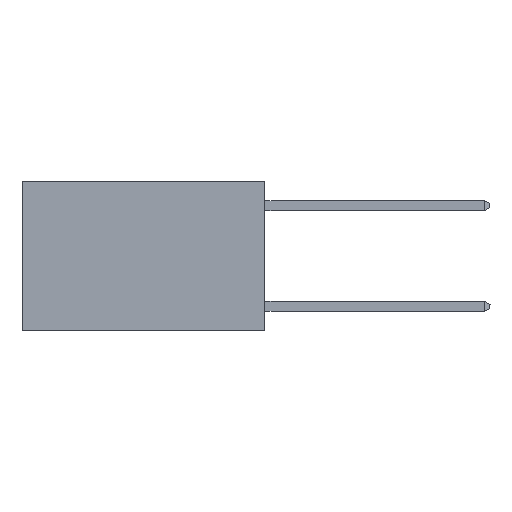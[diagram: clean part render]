
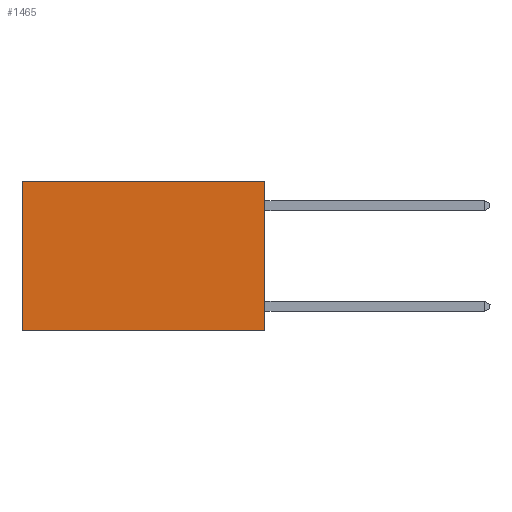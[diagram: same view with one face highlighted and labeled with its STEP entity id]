
A CAD part, left-side view. The second image highlights one B-rep face of the part: STEP entity #1465.
In plain terms, the highlighted planar face has unit normal (-1, 0, 0).
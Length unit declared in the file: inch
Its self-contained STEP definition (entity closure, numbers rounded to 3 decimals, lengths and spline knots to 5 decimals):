
#53 = DIRECTION ( 'NONE',  ( 0., 1., 0. ) ) ;
#217 = VECTOR ( 'NONE', #9710, 39.37008 ) ;
#221 = CARTESIAN_POINT ( 'NONE',  ( 0.2625, 0.6, 0. ) ) ;
#1326 = VECTOR ( 'NONE', #53, 39.37008 ) ;
#1465 = ADVANCED_FACE ( 'NONE', ( #5838 ), #10111, .F. ) ;
#1795 = ORIENTED_EDGE ( 'NONE', *, *, #2323, .F. ) ;
#2238 = LINE ( 'NONE', #7263, #6255 ) ;
#2312 = CARTESIAN_POINT ( 'NONE',  ( 0.2625, 0., 0. ) ) ;
#2323 = EDGE_CURVE ( 'NONE', #10249, #7576, #9927, .T. ) ;
#3223 = CARTESIAN_POINT ( 'NONE',  ( 0.2625, 0., -0.37 ) ) ;
#3374 = CARTESIAN_POINT ( 'NONE',  ( 0.2625, 0., 0. ) ) ;
#3937 = EDGE_CURVE ( 'NONE', #10249, #11262, #2238, .T. ) ;
#4324 = DIRECTION ( 'NONE',  ( 1., 0., 0. ) ) ;
#5001 = EDGE_LOOP ( 'NONE', ( #8933, #8084, #1795, #11614 ) ) ;
#5056 = CARTESIAN_POINT ( 'NONE',  ( 0.2625, 0., 0. ) ) ;
#5644 = LINE ( 'NONE', #221, #10330 ) ;
#5682 = CARTESIAN_POINT ( 'NONE',  ( 0.2625, 0., -0.37 ) ) ;
#5838 = FACE_OUTER_BOUND ( 'NONE', #5001, .T. ) ;
#5861 = DIRECTION ( 'NONE',  ( 0., 0., -1. ) ) ;
#6255 = VECTOR ( 'NONE', #10865, 39.37008 ) ;
#7263 = CARTESIAN_POINT ( 'NONE',  ( 0.2625, 0., 0. ) ) ;
#7273 = LINE ( 'NONE', #5682, #1326 ) ;
#7488 = EDGE_CURVE ( 'NONE', #11262, #8273, #5644, .T. ) ;
#7576 = VERTEX_POINT ( 'NONE', #3223 ) ;
#7836 = CARTESIAN_POINT ( 'NONE',  ( 0.2625, 0.6, -0.37 ) ) ;
#8073 = AXIS2_PLACEMENT_3D ( 'NONE', #3374, #4324, #10830 ) ;
#8084 = ORIENTED_EDGE ( 'NONE', *, *, #8804, .F. ) ;
#8207 = CARTESIAN_POINT ( 'NONE',  ( 0.2625, 0.6, 0. ) ) ;
#8273 = VERTEX_POINT ( 'NONE', #7836 ) ;
#8804 = EDGE_CURVE ( 'NONE', #7576, #8273, #7273, .T. ) ;
#8933 = ORIENTED_EDGE ( 'NONE', *, *, #7488, .T. ) ;
#9710 = DIRECTION ( 'NONE',  ( 0., 0., -1. ) ) ;
#9927 = LINE ( 'NONE', #5056, #217 ) ;
#10111 = PLANE ( 'NONE',  #8073 ) ;
#10249 = VERTEX_POINT ( 'NONE', #2312 ) ;
#10330 = VECTOR ( 'NONE', #5861, 39.37008 ) ;
#10830 = DIRECTION ( 'NONE',  ( 0., 0., -1. ) ) ;
#10865 = DIRECTION ( 'NONE',  ( 0., 1., 0. ) ) ;
#11262 = VERTEX_POINT ( 'NONE', #8207 ) ;
#11614 = ORIENTED_EDGE ( 'NONE', *, *, #3937, .T. ) ;
